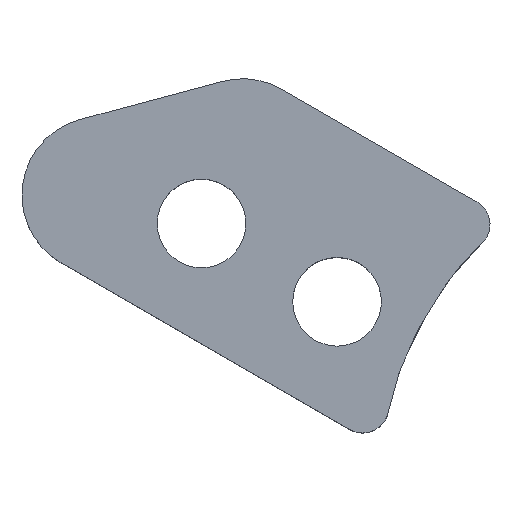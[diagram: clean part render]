
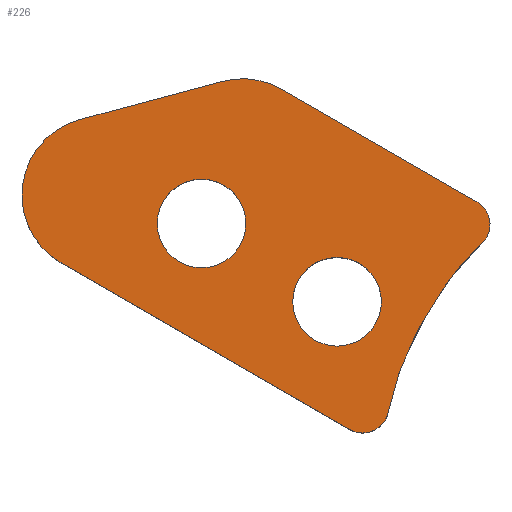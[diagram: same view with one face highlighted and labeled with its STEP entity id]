
A CAD part, top view. The second image highlights one B-rep face of the part: STEP entity #226.
In plain terms, the highlighted planar face has unit normal (0, 0, 1).
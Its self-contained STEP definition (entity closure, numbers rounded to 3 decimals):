
#18=FACE_BOUND('',#53,.T.);
#19=FACE_BOUND('',#54,.T.);
#21=ELLIPSE('',#259,5.908,2.456);
#26=PLANE('',#265);
#38=FACE_OUTER_BOUND('',#52,.T.);
#52=EDGE_LOOP('',(#199,#200,#201,#202,#203,#204,#205,#206));
#53=EDGE_LOOP('',(#207));
#54=EDGE_LOOP('',(#208));
#59=LINE('',#349,#75);
#64=LINE('',#374,#80);
#69=LINE('',#397,#85);
#75=VECTOR('',#280,10.);
#80=VECTOR('',#305,10.);
#85=VECTOR('',#326,10.);
#87=CIRCLE('',#242,1.);
#94=CIRCLE('',#253,1.);
#95=CIRCLE('',#256,1.7);
#96=CIRCLE('',#258,1.7);
#97=CIRCLE('',#261,3.);
#98=CIRCLE('',#264,3.);
#99=VERTEX_POINT('',#336);
#100=VERTEX_POINT('',#337);
#104=VERTEX_POINT('',#347);
#112=VERTEX_POINT('',#367);
#113=VERTEX_POINT('',#368);
#114=VERTEX_POINT('',#373);
#115=VERTEX_POINT('',#377);
#116=VERTEX_POINT('',#381);
#117=VERTEX_POINT('',#392);
#118=VERTEX_POINT('',#396);
#119=EDGE_CURVE('',#99,#100,#87,.T.);
#125=EDGE_CURVE('',#99,#104,#59,.T.);
#134=EDGE_CURVE('',#112,#113,#94,.T.);
#137=EDGE_CURVE('',#114,#113,#64,.T.);
#139=EDGE_CURVE('',#115,#115,#95,.T.);
#141=EDGE_CURVE('',#116,#116,#96,.T.);
#143=EDGE_CURVE('',#112,#100,#21,.T.);
#144=EDGE_CURVE('',#117,#114,#97,.T.);
#146=EDGE_CURVE('',#118,#117,#69,.T.);
#148=EDGE_CURVE('',#104,#118,#98,.T.);
#199=ORIENTED_EDGE('',*,*,#119,.F.);
#200=ORIENTED_EDGE('',*,*,#125,.T.);
#201=ORIENTED_EDGE('',*,*,#148,.T.);
#202=ORIENTED_EDGE('',*,*,#146,.T.);
#203=ORIENTED_EDGE('',*,*,#144,.T.);
#204=ORIENTED_EDGE('',*,*,#137,.T.);
#205=ORIENTED_EDGE('',*,*,#134,.F.);
#206=ORIENTED_EDGE('',*,*,#143,.T.);
#207=ORIENTED_EDGE('',*,*,#141,.T.);
#208=ORIENTED_EDGE('',*,*,#139,.T.);
#226=ADVANCED_FACE('',(#38,#18,#19),#26,.T.);
#242=AXIS2_PLACEMENT_3D('',#338,#270,#271);
#253=AXIS2_PLACEMENT_3D('',#369,#299,#300);
#256=AXIS2_PLACEMENT_3D('',#378,#309,#310);
#258=AXIS2_PLACEMENT_3D('',#382,#314,#315);
#259=AXIS2_PLACEMENT_3D('',#390,#317,#318);
#261=AXIS2_PLACEMENT_3D('',#393,#321,#322);
#264=AXIS2_PLACEMENT_3D('',#400,#330,#331);
#265=AXIS2_PLACEMENT_3D('',#401,#332,#333);
#270=DIRECTION('center_axis',(0.,0.,-1.));
#271=DIRECTION('ref_axis',(0.994,0.113,0.));
#280=DIRECTION('',(-0.866,0.5,0.));
#299=DIRECTION('center_axis',(0.,0.,-1.));
#300=DIRECTION('ref_axis',(0.421,-0.907,0.));
#305=DIRECTION('',(0.866,-0.5,0.));
#309=DIRECTION('center_axis',(0.,0.,-1.));
#310=DIRECTION('ref_axis',(-1.,0.,0.));
#314=DIRECTION('center_axis',(0.,0.,-1.));
#315=DIRECTION('ref_axis',(-1.,0.,0.));
#317=DIRECTION('center_axis',(0.,0.,-1.));
#318=DIRECTION('ref_axis',(-0.5,-0.866,0.));
#321=DIRECTION('center_axis',(0.,0.,1.));
#322=DIRECTION('ref_axis',(-0.259,0.966,0.));
#326=DIRECTION('',(-0.966,-0.259,0.));
#330=DIRECTION('center_axis',(0.,0.,1.));
#331=DIRECTION('ref_axis',(0.5,0.866,0.));
#332=DIRECTION('center_axis',(0.,0.,1.));
#333=DIRECTION('ref_axis',(-1.,0.,0.));
#336=CARTESIAN_POINT('',(-19.642,22.887,8.));
#337=CARTESIAN_POINT('',(-19.46,21.29,8.));
#338=CARTESIAN_POINT('Origin',(-20.142,22.021,8.));
#347=CARTESIAN_POINT('',(-27.127,27.209,8.));
#349=CARTESIAN_POINT('',(-15.902,20.728,8.));
#367=CARTESIAN_POINT('',(-23.039,14.847,8.));
#368=CARTESIAN_POINT('',(-24.523,14.158,8.));
#369=CARTESIAN_POINT('Origin',(-24.023,15.024,8.));
#373=CARTESIAN_POINT('',(-35.592,20.549,8.));
#374=CARTESIAN_POINT('',(-35.592,20.549,8.));
#377=CARTESIAN_POINT('',(-28.504,22.057,8.));
#378=CARTESIAN_POINT('Origin',(-30.204,22.057,8.));
#381=CARTESIAN_POINT('',(-23.307,19.057,8.));
#382=CARTESIAN_POINT('Origin',(-25.007,19.057,8.));
#390=CARTESIAN_POINT('Origin',(-19.496,17.269,8.));
#392=CARTESIAN_POINT('',(-34.868,26.045,8.));
#393=CARTESIAN_POINT('Origin',(-34.092,23.147,8.));
#396=CARTESIAN_POINT('',(-29.404,27.509,8.));
#397=CARTESIAN_POINT('',(-29.404,27.509,8.));
#400=CARTESIAN_POINT('Origin',(-28.627,24.611,8.));
#401=CARTESIAN_POINT('Origin',(-27.718,20.475,8.));
